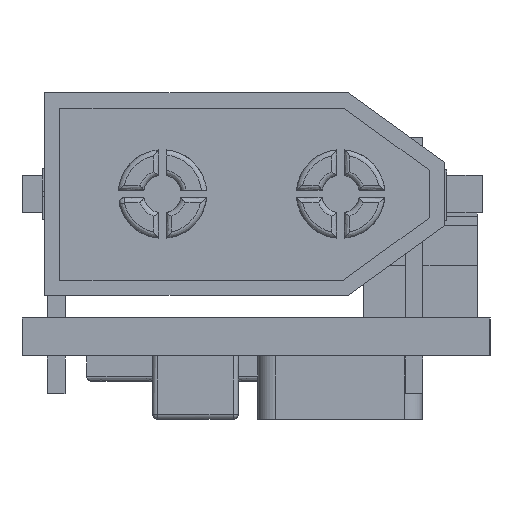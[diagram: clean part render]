
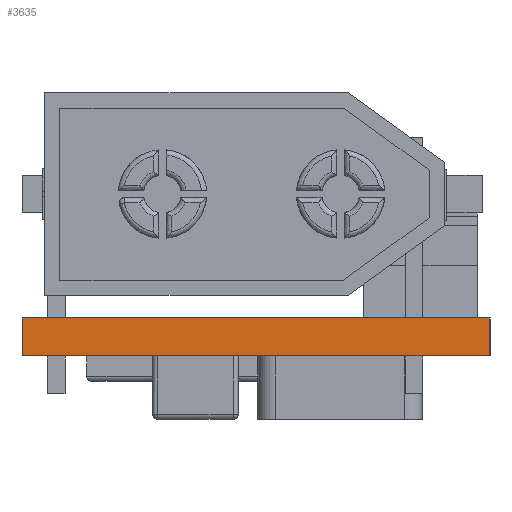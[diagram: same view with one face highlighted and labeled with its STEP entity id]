
A CAD part, left-side view. The second image highlights one B-rep face of the part: STEP entity #3635.
In plain terms, the highlighted free-form (B-spline) face has degree [1, 1] with [2, 2] control points.
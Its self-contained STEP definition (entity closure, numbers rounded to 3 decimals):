
#1087 = EDGE_CURVE('',#1088,#1090,#1092,.T.);
#1088 = VERTEX_POINT('',#1089);
#1089 = CARTESIAN_POINT('',(-11.632,5.77,0.));
#1090 = VERTEX_POINT('',#1091);
#1091 = CARTESIAN_POINT('',(-11.632,-12.189,0.));
#1092 = B_SPLINE_CURVE_WITH_KNOTS('',1,(#1093,#1094),.UNSPECIFIED.,.F.,
  .F.,(2,2),(0.,18.5),.PIECEWISE_BEZIER_KNOTS.);
#1093 = CARTESIAN_POINT('',(-11.632,5.77,0.));
#1094 = CARTESIAN_POINT('',(-11.632,-12.189,0.));
#2800 = VERTEX_POINT('',#2801);
#2801 = CARTESIAN_POINT('',(-11.632,-12.189,
    1.456));
#2814 = VERTEX_POINT('',#2815);
#2815 = CARTESIAN_POINT('',(-11.632,5.77,1.456
    ));
#2820 = EDGE_CURVE('',#2814,#2800,#2821,.T.);
#2821 = B_SPLINE_CURVE_WITH_KNOTS('',1,(#2822,#2823),.UNSPECIFIED.,.F.,
  .F.,(2,2),(0.,18.5),.PIECEWISE_BEZIER_KNOTS.);
#2822 = CARTESIAN_POINT('',(-11.632,5.77,1.456
    ));
#2823 = CARTESIAN_POINT('',(-11.632,-12.189,
    1.456));
#3635 = ADVANCED_FACE('',(#3636),#3650,.F.);
#3636 = FACE_BOUND('',#3637,.T.);
#3637 = EDGE_LOOP('',(#3638,#3639,#3644,#3645));
#3638 = ORIENTED_EDGE('',*,*,#1087,.T.);
#3639 = ORIENTED_EDGE('',*,*,#3640,.F.);
#3640 = EDGE_CURVE('',#2800,#1090,#3641,.T.);
#3641 = B_SPLINE_CURVE_WITH_KNOTS('',1,(#3642,#3643),.UNSPECIFIED.,.F.,
  .F.,(2,2),(-1.5,-0.),.PIECEWISE_BEZIER_KNOTS.);
#3642 = CARTESIAN_POINT('',(-11.632,-12.189,
    1.456));
#3643 = CARTESIAN_POINT('',(-11.632,-12.189,0.));
#3644 = ORIENTED_EDGE('',*,*,#2820,.F.);
#3645 = ORIENTED_EDGE('',*,*,#3646,.T.);
#3646 = EDGE_CURVE('',#2814,#1088,#3647,.T.);
#3647 = B_SPLINE_CURVE_WITH_KNOTS('',1,(#3648,#3649),.UNSPECIFIED.,.F.,
  .F.,(2,2),(-0.,1.5),.PIECEWISE_BEZIER_KNOTS.);
#3648 = CARTESIAN_POINT('',(-11.632,5.77,1.456
    ));
#3649 = CARTESIAN_POINT('',(-11.632,5.77,0.));
#3650 = B_SPLINE_SURFACE_WITH_KNOTS('',1,1,(
    (#3651,#3652)
    ,(#3653,#3654
    )),.UNSPECIFIED.,.F.,.F.,.F.,(2,2),(2,2),(0.,1.5),(-18.5,0.),
  .PIECEWISE_BEZIER_KNOTS.);
#3651 = CARTESIAN_POINT('',(-11.632,-12.189,
    1.456));
#3652 = CARTESIAN_POINT('',(-11.632,5.77,1.456
    ));
#3653 = CARTESIAN_POINT('',(-11.632,-12.189,0.));
#3654 = CARTESIAN_POINT('',(-11.632,5.77,0.));
